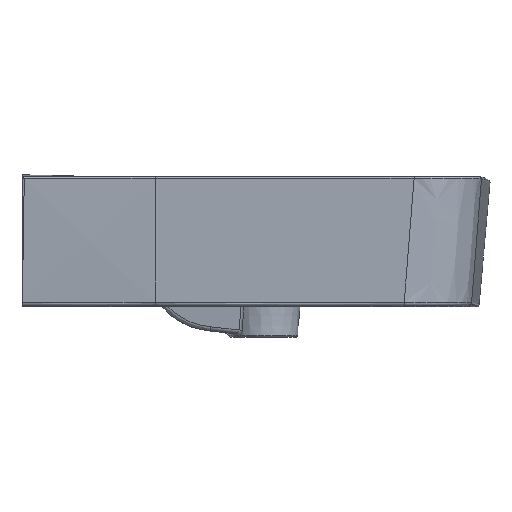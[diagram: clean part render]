
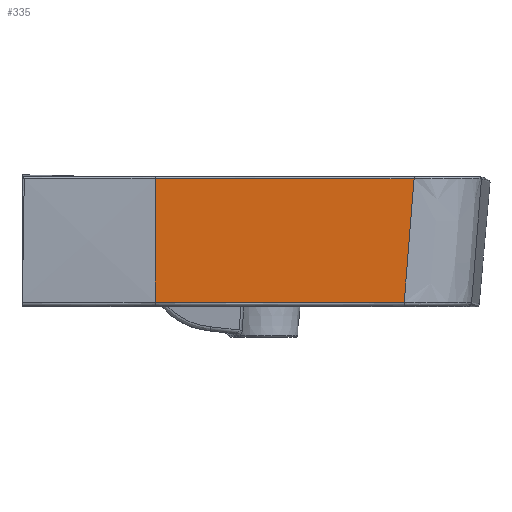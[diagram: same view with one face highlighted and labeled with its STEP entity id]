
A CAD part, left-side view. The second image highlights one B-rep face of the part: STEP entity #335.
In plain terms, the highlighted free-form (B-spline) face has degree [3, 3] with [5, 5] control points.
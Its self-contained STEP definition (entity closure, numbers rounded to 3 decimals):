
#112=(
BOUNDED_CURVE()
B_SPLINE_CURVE(3,(#18435,#18436,#18437,#18438),.UNSPECIFIED.,.F.,.F.)
B_SPLINE_CURVE_WITH_KNOTS((4,4),(0.,1.),.UNSPECIFIED.)
CURVE()
GEOMETRIC_REPRESENTATION_ITEM()
RATIONAL_B_SPLINE_CURVE((1.,1.,1.,
1.))
REPRESENTATION_ITEM('')
);
#335=ADVANCED_FACE('',(#515),#452,.T.);
#452=B_SPLINE_SURFACE_WITH_KNOTS('',3,3,((#18439,#18440,#18441,#18442,#18443),
(#18444,#18445,#18446,#18447,#18448),(#18449,#18450,#18451,#18452,#18453),
(#18454,#18455,#18456,#18457,#18458),(#18459,#18460,#18461,#18462,#18463)),
 .UNSPECIFIED.,.F.,.F.,.F.,(4,1,4),(4,1,4),(0.,0.2,1.),(0.,0.725,
1.),.UNSPECIFIED.);
#515=FACE_OUTER_BOUND('',#653,.T.);
#653=EDGE_LOOP('',(#991,#992,#993,#994));
#991=ORIENTED_EDGE('',*,*,#1754,.F.);
#992=ORIENTED_EDGE('',*,*,#1755,.F.);
#993=ORIENTED_EDGE('',*,*,#1742,.T.);
#994=ORIENTED_EDGE('',*,*,#1727,.T.);
#1489=VERTEX_POINT('',#17428);
#1491=VERTEX_POINT('',#17437);
#1498=VERTEX_POINT('',#18198);
#1503=VERTEX_POINT('',#18434);
#1727=EDGE_CURVE('',#1489,#1491,#2035,.T.);
#1742=EDGE_CURVE('',#1498,#1489,#2045,.T.);
#1754=EDGE_CURVE('',#1503,#1491,#2052,.T.);
#1755=EDGE_CURVE('',#1498,#1503,#112,.T.);
#2035=B_SPLINE_CURVE_WITH_KNOTS('',3,(#17438,#17439,#17440,#17441),
 .UNSPECIFIED.,.F.,.F.,(4,4),(0.,1.),.UNSPECIFIED.);
#2045=B_SPLINE_CURVE_WITH_KNOTS('',3,(#18194,#18195,#18196,#18197),
 .UNSPECIFIED.,.F.,.F.,(4,4),(0.,1.),.UNSPECIFIED.);
#2052=B_SPLINE_CURVE_WITH_KNOTS('',3,(#18429,#18430,#18431,#18432,#18433),
 .UNSPECIFIED.,.F.,.F.,(4,1,4),(0.,0.497,1.),.UNSPECIFIED.);
#17428=CARTESIAN_POINT('',(-497.943,-398.268,-2.032));
#17437=CARTESIAN_POINT('',(-499.765,-134.996,-2.032));
#17438=CARTESIAN_POINT('',(-497.943,-398.268,-2.032));
#17439=CARTESIAN_POINT('',(-499.723,-310.524,-2.032));
#17440=CARTESIAN_POINT('',(-500.331,-222.756,-2.032));
#17441=CARTESIAN_POINT('',(-499.765,-134.996,-2.032));
#18194=CARTESIAN_POINT('',(-493.023,-388.229,-127.332));
#18195=CARTESIAN_POINT('',(-495.706,-392.507,-85.843));
#18196=CARTESIAN_POINT('',(-497.357,-395.855,-44.059));
#18197=CARTESIAN_POINT('',(-497.943,-398.268,-2.032));
#18198=CARTESIAN_POINT('',(-493.023,-388.229,-127.332));
#18429=CARTESIAN_POINT('',(-494.647,-135.029,-127.333));
#18430=CARTESIAN_POINT('',(-496.034,-135.02,-106.54));
#18431=CARTESIAN_POINT('',(-498.284,-135.005,-64.713));
#18432=CARTESIAN_POINT('',(-499.451,-134.998,-22.961));
#18433=CARTESIAN_POINT('',(-499.766,-134.996,-2.032));
#18434=CARTESIAN_POINT('',(-494.646,-135.029,-127.333));
#18435=CARTESIAN_POINT('',(-493.023,-388.229,-127.332));
#18436=CARTESIAN_POINT('',(-494.649,-303.836,-127.332));
#18437=CARTESIAN_POINT('',(-495.189,-219.434,-127.332));
#18438=CARTESIAN_POINT('',(-494.646,-135.029,-127.332));
#18439=CARTESIAN_POINT('',(-498.258,0.006,45.506));
#18440=CARTESIAN_POINT('',(-501.391,-154.936,45.506));
#18441=CARTESIAN_POINT('',(-500.646,-368.684,45.506));
#18442=CARTESIAN_POINT('',(-492.95,-582.242,45.506));
#18443=CARTESIAN_POINT('',(-490.509,-640.913,45.506));
#18444=CARTESIAN_POINT('',(-498.29,0.006,30.336));
#18445=CARTESIAN_POINT('',(-501.419,-154.936,30.336));
#18446=CARTESIAN_POINT('',(-500.677,-368.684,30.336));
#18447=CARTESIAN_POINT('',(-492.983,-582.243,30.336));
#18448=CARTESIAN_POINT('',(-490.543,-640.914,30.335));
#18449=CARTESIAN_POINT('',(-497.918,-0.001,-45.508));
#18450=CARTESIAN_POINT('',(-501.032,-154.938,-45.508));
#18451=CARTESIAN_POINT('',(-500.302,-368.677,-45.508));
#18452=CARTESIAN_POINT('',(-492.616,-582.23,-45.508));
#18453=CARTESIAN_POINT('',(-490.178,-640.899,-45.508));
#18454=CARTESIAN_POINT('',(-494.007,-0.08,-121.301));
#18455=CARTESIAN_POINT('',(-497.119,-154.955,-121.301));
#18456=CARTESIAN_POINT('',(-496.389,-368.609,-121.301));
#18457=CARTESIAN_POINT('',(-488.707,-582.077,-121.301));
#18458=CARTESIAN_POINT('',(-486.269,-640.723,-121.301));
#18459=CARTESIAN_POINT('',(-488.617,-0.189,-181.735));
#18460=CARTESIAN_POINT('',(-491.738,-154.979,-181.735));
#18461=CARTESIAN_POINT('',(-491.001,-368.517,-181.735));
#18462=CARTESIAN_POINT('',(-483.317,-581.867,-181.735));
#18463=CARTESIAN_POINT('',(-480.88,-640.48,-181.735));
